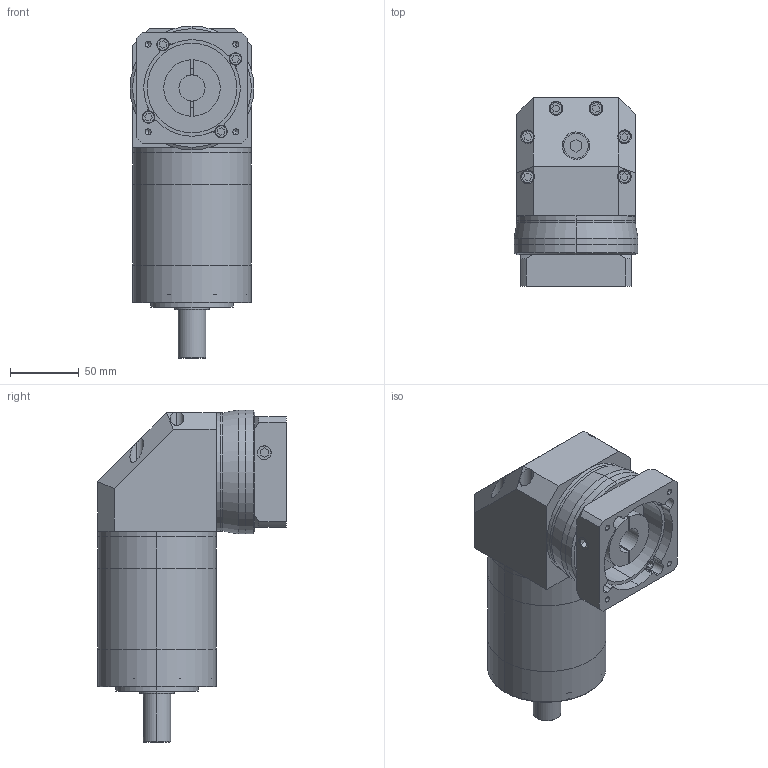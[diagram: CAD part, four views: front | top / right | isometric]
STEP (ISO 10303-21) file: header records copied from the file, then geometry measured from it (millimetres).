
FILE_DESCRIPTION (( 'STEP AP214' ), '1' );
FILE_NAME ('VGZE85三级模型 方80.STEP', '2018-05-05T00:25:39', ( 'Windows' ), ( 'Microsoft' ), 'SwSTEP 2.0', 'SolidWorks 2016', '' );
FILE_SCHEMA (( 'AUTOMOTIVE_DESIGN' ));
Length unit declared in the file: millimetre
Products named in the file (1): VGZE85三级模型 方80
Bounding box: 90 x 137 x 241 mm (x, y, z)
Volume: 1388910.7 mm3; surface area: 176170.9 mm2
Topology: 7 solids, 7 shells, 445 faces, 1066 edges, 680 vertices
Faces by surface type: plane 253, cylinder 158, cone 28, torus 6
Entity records: 13180 total; most frequent: CARTESIAN_POINT 2315, DIRECTION 2278, ORIENTED_EDGE 2096, EDGE_CURVE 1048, AXIS2_PLACEMENT_3D 813, VERTEX_POINT 680, LINE 652, VECTOR 652
